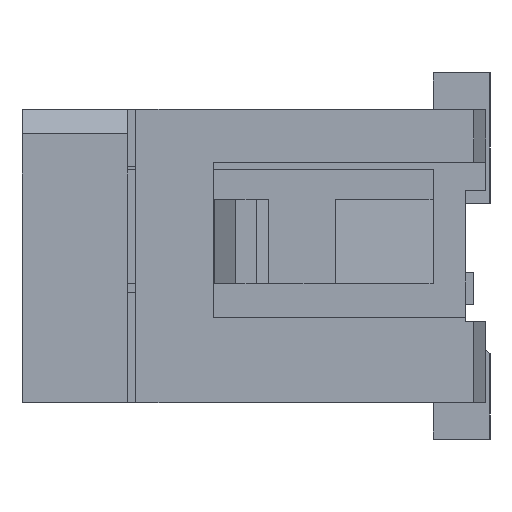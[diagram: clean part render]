
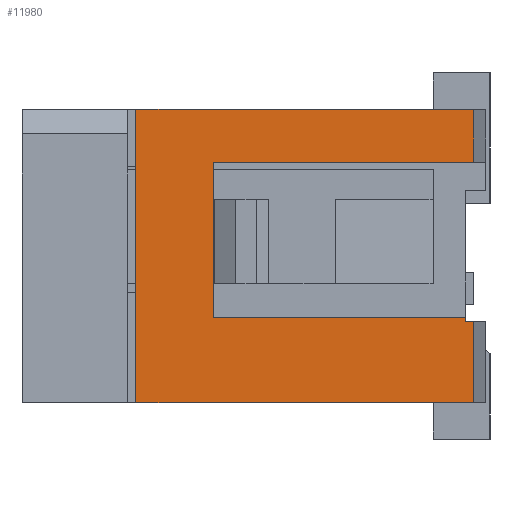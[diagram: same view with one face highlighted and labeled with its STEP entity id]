
A CAD part, left-side view. The second image highlights one B-rep face of the part: STEP entity #11980.
In plain terms, the highlighted planar face has unit normal (-1, 0, 0).
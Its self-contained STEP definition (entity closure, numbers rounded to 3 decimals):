
#1=DIRECTION('',(0.,0.,-1.));
#2=VECTOR('',#1,3.6);
#3=CARTESIAN_POINT('',(-12.425,4.3,1.8));
#4=LINE('',#3,#2);
#5=DIRECTION('',(0.,-1.,0.));
#6=VECTOR('',#5,4.15);
#7=CARTESIAN_POINT('',(-12.425,4.3,1.8));
#8=LINE('',#7,#6);
#9=DIRECTION('',(0.,0.,-1.));
#10=VECTOR('',#9,0.65);
#11=CARTESIAN_POINT('',(-12.425,0.15,1.8));
#12=LINE('',#11,#10);
#13=DIRECTION('',(0.,1.,0.));
#14=VECTOR('',#13,3.2);
#15=CARTESIAN_POINT('',(-12.425,0.15,1.15));
#16=LINE('',#15,#14);
#17=DIRECTION('',(0.,0.,-1.));
#18=VECTOR('',#17,1.9);
#19=CARTESIAN_POINT('',(-12.425,3.35,1.15));
#20=LINE('',#19,#18);
#21=DIRECTION('',(0.,1.,0.));
#22=VECTOR('',#21,3.1);
#23=CARTESIAN_POINT('',(-12.425,0.25,-0.75));
#24=LINE('',#23,#22);
#25=DIRECTION('',(0.,0.,-1.));
#26=VECTOR('',#25,0.05);
#27=CARTESIAN_POINT('',(-12.425,0.25,-0.75));
#28=LINE('',#27,#26);
#29=DIRECTION('',(0.,-1.,0.));
#30=VECTOR('',#29,0.1);
#31=CARTESIAN_POINT('',(-12.425,0.25,-0.8));
#32=LINE('',#31,#30);
#33=DIRECTION('',(0.,0.,-1.));
#34=VECTOR('',#33,1.);
#35=CARTESIAN_POINT('',(-12.425,0.15,-0.8));
#36=LINE('',#35,#34);
#37=DIRECTION('',(0.,1.,0.));
#38=VECTOR('',#37,4.15);
#39=CARTESIAN_POINT('',(-12.425,0.15,-1.8));
#40=LINE('',#39,#38);
#9029=CARTESIAN_POINT('',(-12.425,4.3,1.8));
#9030=CARTESIAN_POINT('',(-12.425,4.3,-1.8));
#9031=VERTEX_POINT('',#9029);
#9032=VERTEX_POINT('',#9030);
#9041=CARTESIAN_POINT('',(-12.425,0.15,1.8));
#9042=VERTEX_POINT('',#9041);
#9049=CARTESIAN_POINT('',(-12.425,0.15,-1.8));
#9050=VERTEX_POINT('',#9049);
#9105=CARTESIAN_POINT('',(-12.425,0.15,1.15));
#9106=VERTEX_POINT('',#9105);
#9107=CARTESIAN_POINT('',(-12.425,0.15,-0.8));
#9108=VERTEX_POINT('',#9107);
#9129=CARTESIAN_POINT('',(-12.425,0.25,-0.8));
#9130=VERTEX_POINT('',#9129);
#9253=CARTESIAN_POINT('',(-12.425,3.35,1.15));
#9254=CARTESIAN_POINT('',(-12.425,3.35,-0.75));
#9255=VERTEX_POINT('',#9253);
#9256=VERTEX_POINT('',#9254);
#9257=CARTESIAN_POINT('',(-12.425,0.25,-0.75));
#9258=VERTEX_POINT('',#9257);
#11953=CARTESIAN_POINT('',(-12.425,0.,0.));
#11954=DIRECTION('',(1.,0.,0.));
#11955=DIRECTION('',(0.,-1.,0.));
#11956=AXIS2_PLACEMENT_3D('',#11953,#11954,#11955);
#11957=PLANE('',#11956);
#11959=ORIENTED_EDGE('',*,*,#11958,.F.);
#11961=ORIENTED_EDGE('',*,*,#11960,.T.);
#11963=ORIENTED_EDGE('',*,*,#11962,.T.);
#11965=ORIENTED_EDGE('',*,*,#11964,.T.);
#11967=ORIENTED_EDGE('',*,*,#11966,.T.);
#11969=ORIENTED_EDGE('',*,*,#11968,.F.);
#11971=ORIENTED_EDGE('',*,*,#11970,.T.);
#11973=ORIENTED_EDGE('',*,*,#11972,.T.);
#11975=ORIENTED_EDGE('',*,*,#11974,.T.);
#11977=ORIENTED_EDGE('',*,*,#11976,.T.);
#11978=EDGE_LOOP('',(#11959,#11961,#11963,#11965,#11967,#11969,#11971,#11973,
#11975,#11977));
#11979=FACE_OUTER_BOUND('',#11978,.F.);
#11980=ADVANCED_FACE('',(#11979),#11957,.F.);
#11958=EDGE_CURVE('',#9031,#9032,#4,.T.);
#11960=EDGE_CURVE('',#9031,#9042,#8,.T.);
#11962=EDGE_CURVE('',#9042,#9106,#12,.T.);
#11964=EDGE_CURVE('',#9106,#9255,#16,.T.);
#11966=EDGE_CURVE('',#9255,#9256,#20,.T.);
#11968=EDGE_CURVE('',#9258,#9256,#24,.T.);
#11970=EDGE_CURVE('',#9258,#9130,#28,.T.);
#11972=EDGE_CURVE('',#9130,#9108,#32,.T.);
#11974=EDGE_CURVE('',#9108,#9050,#36,.T.);
#11976=EDGE_CURVE('',#9050,#9032,#40,.T.);
